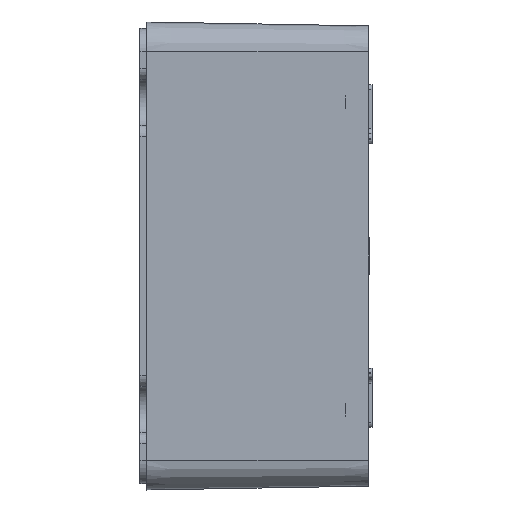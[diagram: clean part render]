
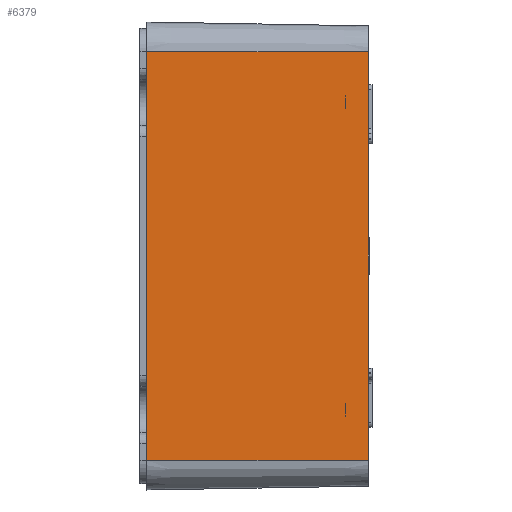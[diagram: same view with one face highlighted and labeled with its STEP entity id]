
A CAD part, left-side view. The second image highlights one B-rep face of the part: STEP entity #6379.
In plain terms, the highlighted planar face has unit normal (-1, -0.018, 0).
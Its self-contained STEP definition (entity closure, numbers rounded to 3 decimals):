
#39 = CARTESIAN_POINT ( 'NONE',  ( -109.985, -61., -54.45 ) ) ;
#129 = CARTESIAN_POINT ( 'NONE',  ( -110.502, -31.4, -54.45 ) ) ;
#572 = LINE ( 'NONE', #129, #7926 ) ;
#769 = VECTOR ( 'NONE', #1521, 1000. ) ;
#1113 = CARTESIAN_POINT ( 'NONE',  ( -111.05, 0., -66.603 ) ) ;
#1216 = LINE ( 'NONE', #9237, #769 ) ;
#1521 = DIRECTION ( 'NONE',  ( 0., 0., 1. ) ) ;
#1958 = EDGE_CURVE ( 'NONE', #2456, #4905, #1216, .T. ) ;
#2171 = VECTOR ( 'NONE', #5904, 1000. ) ;
#2456 = VERTEX_POINT ( 'NONE', #39 ) ;
#3009 = PLANE ( 'NONE',  #9745 ) ;
#3413 = CARTESIAN_POINT ( 'NONE',  ( -111.019, -1.8, -54.45 ) ) ;
#3495 = ORIENTED_EDGE ( 'NONE', *, *, #5487, .F. ) ;
#4409 = LINE ( 'NONE', #8632, #2171 ) ;
#4485 = VERTEX_POINT ( 'NONE', #3413 ) ;
#4905 = VERTEX_POINT ( 'NONE', #6978 ) ;
#5344 = VECTOR ( 'NONE', #10249, 1000. ) ;
#5487 = EDGE_CURVE ( 'NONE', #6128, #4905, #7741, .T. ) ;
#5769 = ORIENTED_EDGE ( 'NONE', *, *, #8223, .F. ) ;
#5904 = DIRECTION ( 'NONE',  ( 0., 0., -1. ) ) ;
#6128 = VERTEX_POINT ( 'NONE', #10607 ) ;
#6209 = ORIENTED_EDGE ( 'NONE', *, *, #1958, .T. ) ;
#6236 = DIRECTION ( 'NONE',  ( -1., -0.017, 0. ) ) ;
#6272 = DIRECTION ( 'NONE',  ( 0.017, -1., 0. ) ) ;
#6302 = EDGE_CURVE ( 'NONE', #6128, #4485, #4409, .T. ) ;
#6379 = ADVANCED_FACE ( 'NONE', ( #7874 ), #3009, .T. ) ;
#6444 = ORIENTED_EDGE ( 'NONE', *, *, #6302, .T. ) ;
#6978 = CARTESIAN_POINT ( 'NONE',  ( -109.985, -61., 54.45 ) ) ;
#7741 = LINE ( 'NONE', #8035, #5344 ) ;
#7796 = DIRECTION ( 'NONE',  ( -0.017, 1., 0. ) ) ;
#7874 = FACE_OUTER_BOUND ( 'NONE', #8861, .T. ) ;
#7926 = VECTOR ( 'NONE', #7796, 1000. ) ;
#8035 = CARTESIAN_POINT ( 'NONE',  ( -110.502, -31.4, 54.45 ) ) ;
#8223 = EDGE_CURVE ( 'NONE', #2456, #4485, #572, .T. ) ;
#8632 = CARTESIAN_POINT ( 'NONE',  ( -111.019, -1.8, -66.603 ) ) ;
#8861 = EDGE_LOOP ( 'NONE', ( #3495, #6444, #5769, #6209 ) ) ;
#9237 = CARTESIAN_POINT ( 'NONE',  ( -109.985, -61., -66.603 ) ) ;
#9745 = AXIS2_PLACEMENT_3D ( 'NONE', #1113, #6236, #6272 ) ;
#10249 = DIRECTION ( 'NONE',  ( 0.017, -1., 0. ) ) ;
#10607 = CARTESIAN_POINT ( 'NONE',  ( -111.019, -1.8, 54.45 ) ) ;
